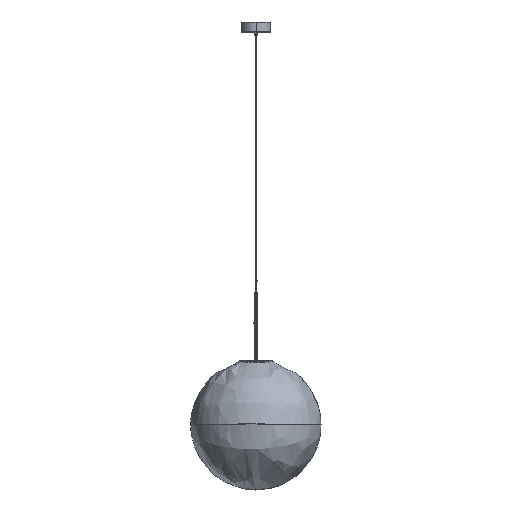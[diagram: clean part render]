
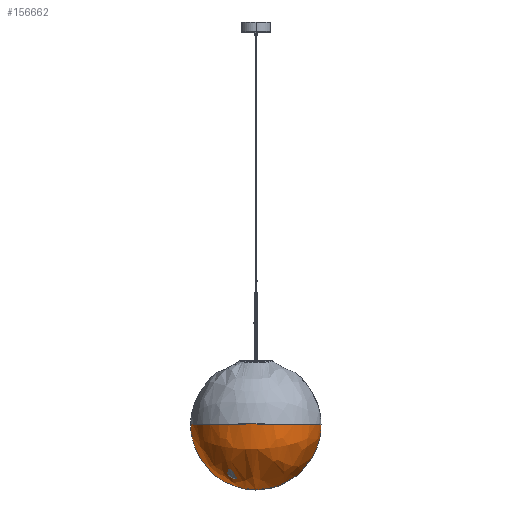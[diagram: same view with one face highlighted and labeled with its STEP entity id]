
A CAD part, top view. The second image highlights one B-rep face of the part: STEP entity #156662.
In plain terms, the highlighted free-form (B-spline) face has degree [3, 3] with [4, 4] control points.
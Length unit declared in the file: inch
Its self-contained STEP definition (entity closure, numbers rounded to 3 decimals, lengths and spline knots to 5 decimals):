
#793 = DIRECTION ( 'NONE',  ( 1., 0., 0. ) ) ;
#8865 = CIRCLE ( 'NONE', #80024, 11.81102 ) ;
#12120 = CARTESIAN_POINT ( 'NONE',  ( 11.81102, -23.62205, 0. ) ) ;
#30677 = FACE_OUTER_BOUND ( 'NONE', #54182, .T. ) ;
#32736 =( BOUNDED_SURFACE ( )  B_SPLINE_SURFACE ( 3, 3, ( 
 ( #218774, #221201, #181612, #107393 ),
 ( #12120, #49277, #163065, #89966 ),
 ( #108604, #146908, #238558, #69006 ),
 ( #182820, #164256, #165482, #51680 ) ),
 .UNSPECIFIED., .F., .F., .T. ) 
 B_SPLINE_SURFACE_WITH_KNOTS ( ( 4, 4 ),
 ( 4, 4 ),
 ( 0., 1. ),
 ( 0., 1. ),
 .UNSPECIFIED. ) 
 GEOMETRIC_REPRESENTATION_ITEM ( )  RATIONAL_B_SPLINE_SURFACE ( (
 ( 1., 0.333, 0.333, 1.),
 ( 0.333, 0.111, 0.111, 0.333),
 ( 0.333, 0.111, 0.111, 0.333),
 ( 1., 0.333, 0.333, 1.) ) ) 
 REPRESENTATION_ITEM ( '' )  SURFACE ( )  );
#45442 = DIRECTION ( 'NONE',  ( 1., 0., 0. ) ) ;
#49277 = CARTESIAN_POINT ( 'NONE',  ( 11.81102, -23.62205, -47.24409 ) ) ;
#51680 = CARTESIAN_POINT ( 'NONE',  ( -11.81102, 0., 0. ) ) ;
#54182 = EDGE_LOOP ( 'NONE', ( #209784, #211133 ) ) ;
#69006 = CARTESIAN_POINT ( 'NONE',  ( -11.81102, 23.62205, 0. ) ) ;
#73596 = CARTESIAN_POINT ( 'NONE',  ( -11.81102, 0., 0. ) ) ;
#80024 = AXIS2_PLACEMENT_3D ( 'NONE', #127050, #192438, #793 ) ;
#85961 = CIRCLE ( 'NONE', #156975, 11.81102 ) ;
#89966 = CARTESIAN_POINT ( 'NONE',  ( 11.81102, 23.62205, 0. ) ) ;
#104036 = EDGE_CURVE ( 'NONE', #169235, #136848, #8865, .T. ) ;
#107393 = CARTESIAN_POINT ( 'NONE',  ( 11.81102, 0., 0. ) ) ;
#108604 = CARTESIAN_POINT ( 'NONE',  ( -11.81102, -23.62205, 0. ) ) ;
#127050 = CARTESIAN_POINT ( 'NONE',  ( 0., 0., 0. ) ) ;
#136848 = VERTEX_POINT ( 'NONE', #73596 ) ;
#146908 = CARTESIAN_POINT ( 'NONE',  ( -11.81102, -23.62205, -47.24409 ) ) ;
#156662 = ADVANCED_FACE ( 'NONE', ( #30677 ), #32736, .T. ) ;
#156975 = AXIS2_PLACEMENT_3D ( 'NONE', #237180, #161663, #45442 ) ;
#161663 = DIRECTION ( 'NONE',  ( 0., 0., 1. ) ) ;
#163065 = CARTESIAN_POINT ( 'NONE',  ( 11.81102, 23.62205, -47.24409 ) ) ;
#164256 = CARTESIAN_POINT ( 'NONE',  ( -11.81102, 0., 0. ) ) ;
#165482 = CARTESIAN_POINT ( 'NONE',  ( -11.81102, 0., 0. ) ) ;
#169235 = VERTEX_POINT ( 'NONE', #217881 ) ;
#172321 = EDGE_CURVE ( 'NONE', #169235, #136848, #85961, .T. ) ;
#181612 = CARTESIAN_POINT ( 'NONE',  ( 11.81102, 0., 0. ) ) ;
#182820 = CARTESIAN_POINT ( 'NONE',  ( -11.81102, 0., 0. ) ) ;
#192438 = DIRECTION ( 'NONE',  ( 0., 0., -1. ) ) ;
#209784 = ORIENTED_EDGE ( 'NONE', *, *, #172321, .F. ) ;
#211133 = ORIENTED_EDGE ( 'NONE', *, *, #104036, .T. ) ;
#217881 = CARTESIAN_POINT ( 'NONE',  ( 11.81102, 0., 0. ) ) ;
#218774 = CARTESIAN_POINT ( 'NONE',  ( 11.81102, 0., 0. ) ) ;
#221201 = CARTESIAN_POINT ( 'NONE',  ( 11.81102, 0., 0. ) ) ;
#237180 = CARTESIAN_POINT ( 'NONE',  ( 0., 0., 0. ) ) ;
#238558 = CARTESIAN_POINT ( 'NONE',  ( -11.81102, 23.62205, -47.24409 ) ) ;
